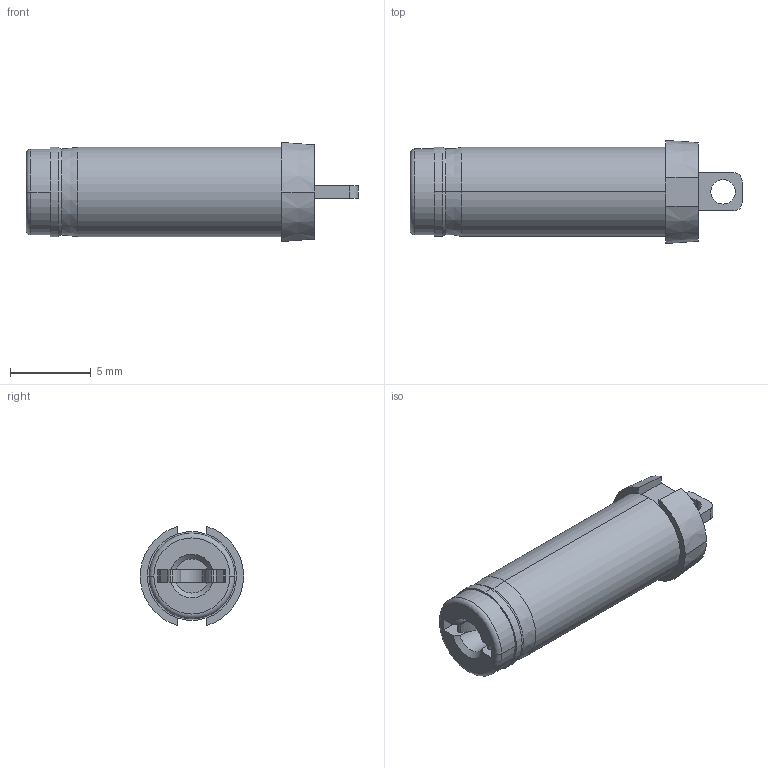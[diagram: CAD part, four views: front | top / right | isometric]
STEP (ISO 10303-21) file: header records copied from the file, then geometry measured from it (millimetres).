
FILE_DESCRIPTION (( 'STEP AP203' ), '1' );
FILE_NAME ('50-01010_revA.STEP', '2025-05-23T15:46:51', ( '' ), ( '' ), 'SwSTEP 2.0', 'SolidWorks 2021', '' );
FILE_SCHEMA (( 'CONFIG_CONTROL_DESIGN' ));
Length unit declared in the file: millimetre
Products named in the file (5): JV551-143.STEP; DT521-107-1A.STEP; 50-01010.STEP; 50-01010_revA; 1CP00.STEP
Assembly tree (4 placements, depth 3):
  50-01010_revA
    50-01010.STEP
      JV551-143.STEP
      DT521-107-1A.STEP
      1CP00.STEP
Bounding box: 20.5 x 6.37 x 6.12 mm (x, y, z)
Volume: 381.1 mm3; surface area: 1160.4 mm2
Topology: 3 solids, 3 shells, 88 faces, 231 edges, 150 vertices
Faces by surface type: plane 42, cylinder 35, cone 9, torus 2
Entity records: 3286 total; most frequent: CARTESIAN_POINT 513, DIRECTION 503, ORIENTED_EDGE 462, EDGE_CURVE 231, AXIS2_PLACEMENT_3D 184, VERTEX_POINT 150, LINE 135, VECTOR 135
